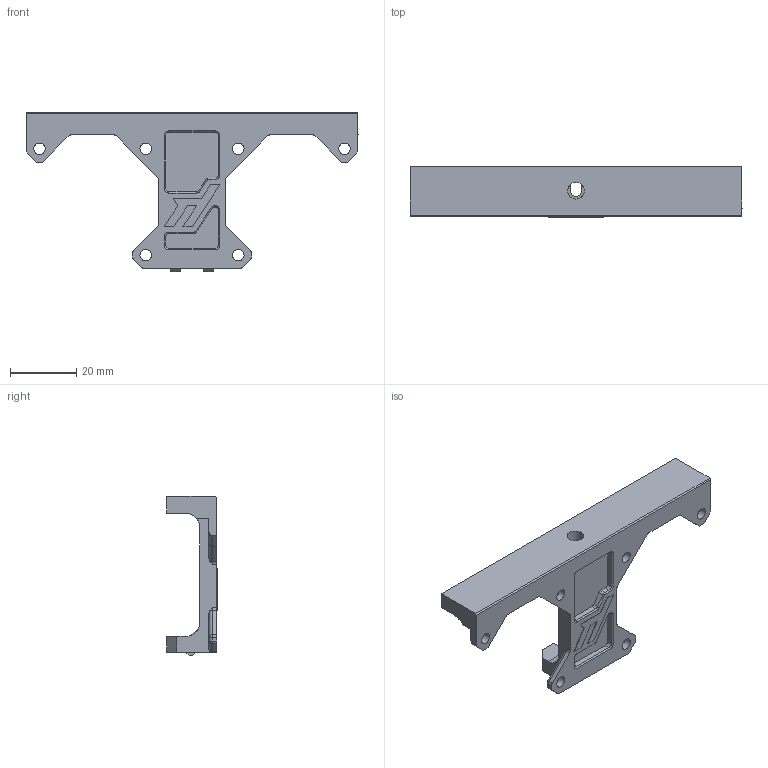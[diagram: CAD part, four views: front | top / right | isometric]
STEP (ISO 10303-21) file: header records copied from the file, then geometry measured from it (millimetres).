
FILE_DESCRIPTION(/* description */ (''),/* implementation_level */ '2;1');
FILE_NAME(/* name */ 'Skirt_Fan_Support.step',/* time_stamp */ '2024-03-27T20:09:43-06:00',/* author */ (''),/* organization */ (''),/* preprocessor_version */ 'ST-DEVELOPER v20',/* originating_system */ 'Autodesk Translation Framework v12.20.1.177',/* authorisation */ '');
FILE_SCHEMA (('AUTOMOTIVE_DESIGN { 1 0 10303 214 3 1 1 }'));
Length unit declared in the file: millimetre
Products named in the file (2): Skirt_Fan_Support; Skirt_Logo
Assembly tree (1 placements, depth 2):
  Skirt_Fan_Support
    Skirt_Logo
Bounding box: 100 x 15.2 x 48 mm (x, y, z)
Volume: 13697.4 mm3; surface area: 8711.4 mm2
Topology: 2 solids, 2 shells, 178 faces, 464 edges, 292 vertices
Faces by surface type: plane 100, cylinder 53, cone 11, torus 8, sphere 6
Full cylindrical faces by diameter (mm): 3.45 x6, 5 x1
Entity records: 5567 total; most frequent: CARTESIAN_POINT 1029, DIRECTION 940, ORIENTED_EDGE 928, EDGE_CURVE 464, LINE 328, VECTOR 328, AXIS2_PLACEMENT_3D 306, VERTEX_POINT 292
